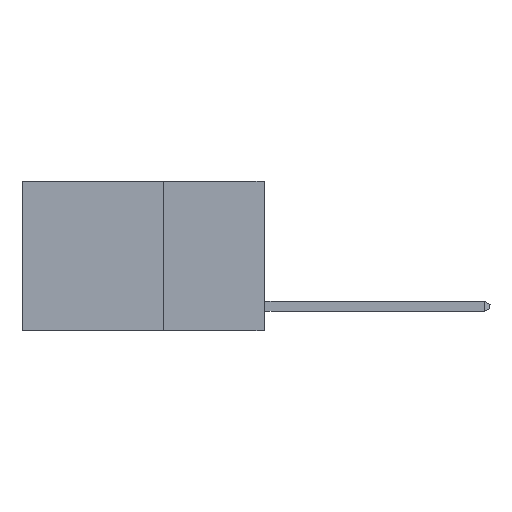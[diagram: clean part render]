
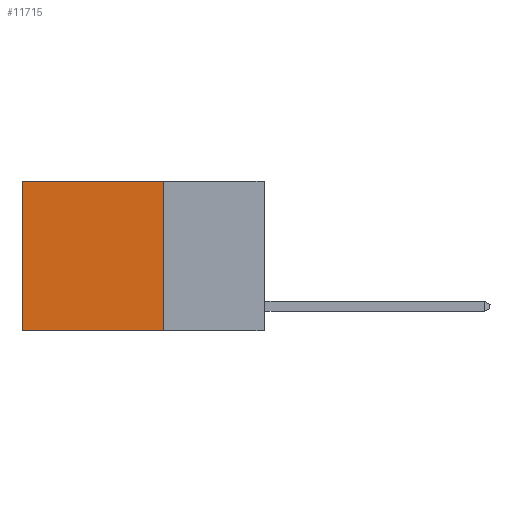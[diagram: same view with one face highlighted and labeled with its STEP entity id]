
A CAD part, left-side view. The second image highlights one B-rep face of the part: STEP entity #11715.
In plain terms, the highlighted planar face has unit normal (-1, 0, 0).
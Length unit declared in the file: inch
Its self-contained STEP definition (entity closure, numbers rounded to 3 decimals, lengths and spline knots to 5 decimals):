
#1369 = VECTOR ( 'NONE', #17405, 39.37008 ) ;
#2941 = FACE_OUTER_BOUND ( 'NONE', #17420, .T. ) ;
#3454 = LINE ( 'NONE', #15932, #25956 ) ;
#4150 = ORIENTED_EDGE ( 'NONE', *, *, #15061, .F. ) ;
#4715 = CARTESIAN_POINT ( 'NONE',  ( 0.2625, 0.25, 0. ) ) ;
#4901 = VERTEX_POINT ( 'NONE', #26087 ) ;
#6213 = CARTESIAN_POINT ( 'NONE',  ( 0.2625, 0.6, -0.37 ) ) ;
#6229 = VERTEX_POINT ( 'NONE', #6213 ) ;
#6466 = LINE ( 'NONE', #19342, #24936 ) ;
#8171 = VERTEX_POINT ( 'NONE', #11834 ) ;
#9072 = DIRECTION ( 'NONE',  ( 1., 0., 0. ) ) ;
#9218 = CARTESIAN_POINT ( 'NONE',  ( 0.2625, 0.25, 0. ) ) ;
#11243 = DIRECTION ( 'NONE',  ( 0., 0., -1. ) ) ;
#11616 = PLANE ( 'NONE',  #21535 ) ;
#11715 = ADVANCED_FACE ( 'NONE', ( #2941 ), #11616, .F. ) ;
#11834 = CARTESIAN_POINT ( 'NONE',  ( 0.2625, 0.6, 0. ) ) ;
#14867 = EDGE_CURVE ( 'NONE', #8171, #6229, #3454, .T. ) ;
#15061 = EDGE_CURVE ( 'NONE', #4901, #6229, #6466, .T. ) ;
#15932 = CARTESIAN_POINT ( 'NONE',  ( 0.2625, 0.6, 0. ) ) ;
#17058 = EDGE_CURVE ( 'NONE', #19476, #8171, #26195, .T. ) ;
#17191 = CARTESIAN_POINT ( 'NONE',  ( 0.2625, 0.25, 0. ) ) ;
#17405 = DIRECTION ( 'NONE',  ( 0., 0., -1. ) ) ;
#17420 = EDGE_LOOP ( 'NONE', ( #25174, #4150, #27981, #23194 ) ) ;
#17977 = VECTOR ( 'NONE', #24802, 39.37008 ) ;
#19342 = CARTESIAN_POINT ( 'NONE',  ( 0.2625, 0.25, -0.37 ) ) ;
#19476 = VERTEX_POINT ( 'NONE', #17191 ) ;
#21535 = AXIS2_PLACEMENT_3D ( 'NONE', #4715, #9072, #11243 ) ;
#23194 = ORIENTED_EDGE ( 'NONE', *, *, #17058, .T. ) ;
#23489 = DIRECTION ( 'NONE',  ( 0., 0., -1. ) ) ;
#23658 = CARTESIAN_POINT ( 'NONE',  ( 0.2625, 0.25, 0. ) ) ;
#23753 = DIRECTION ( 'NONE',  ( 0., 1., 0. ) ) ;
#24802 = DIRECTION ( 'NONE',  ( 0., 1., 0. ) ) ;
#24936 = VECTOR ( 'NONE', #23753, 39.37008 ) ;
#25174 = ORIENTED_EDGE ( 'NONE', *, *, #14867, .T. ) ;
#25563 = LINE ( 'NONE', #23658, #1369 ) ;
#25956 = VECTOR ( 'NONE', #23489, 39.37008 ) ;
#26087 = CARTESIAN_POINT ( 'NONE',  ( 0.2625, 0.25, -0.37 ) ) ;
#26195 = LINE ( 'NONE', #9218, #17977 ) ;
#27981 = ORIENTED_EDGE ( 'NONE', *, *, #28165, .F. ) ;
#28165 = EDGE_CURVE ( 'NONE', #19476, #4901, #25563, .T. ) ;
